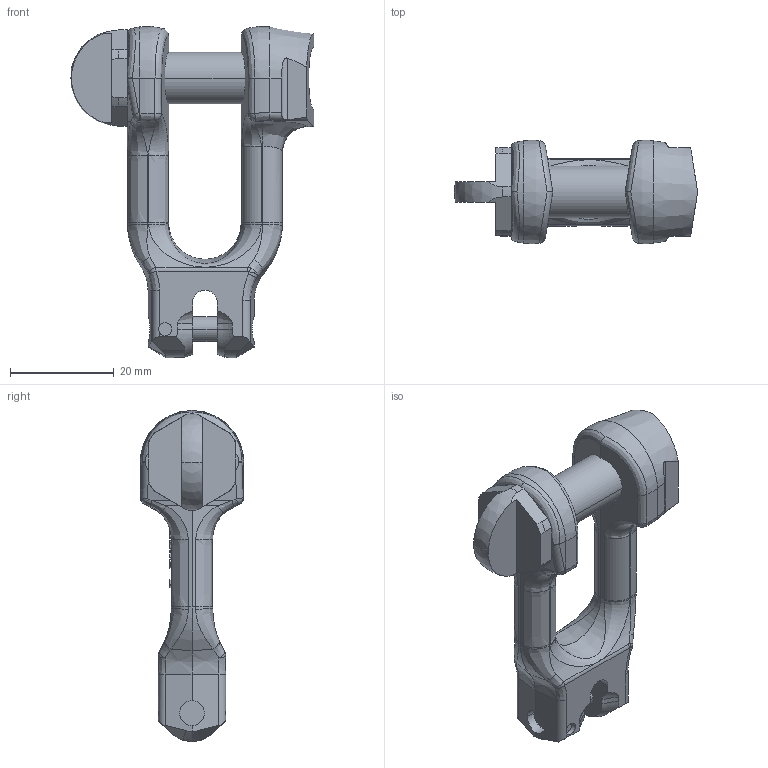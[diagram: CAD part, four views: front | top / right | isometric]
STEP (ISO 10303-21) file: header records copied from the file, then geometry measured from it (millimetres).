
FILE_DESCRIPTION((''),'2;1');
FILE_NAME('001-M31086-DXF','2004-10-21T',('Haas'),(''),'PRO/ENGINEER BY PARAMETRIC TECHNOLOGY CORPORATION, 2003450','PRO/ENGINEER BY PARAMETRIC TECHNOLOGY CORPORATION, 2003450','');
FILE_SCHEMA(('CONFIG_CONTROL_DESIGN'));
Length unit declared in the file: millimetre
Products named in the file (1): 001-M31086-DXF
Bounding box: 47 x 19.99 x 63.98 mm (x, y, z)
Volume: 14973.6 mm3; surface area: 6238.2 mm2
Topology: 1 solids, 1 shells, 345 faces, 928 edges, 582 vertices
Faces by surface type: plane 177, cylinder 64, bspline 64, sphere 20, cone 14, torus 6
Entity records: 15691 total; most frequent: CARTESIAN_POINT 7688, ORIENTED_EDGE 1852, DIRECTION 1411, EDGE_CURVE 926, VERTEX_POINT 582, AXIS2_PLACEMENT_3D 477, VECTOR 457, LINE 457
